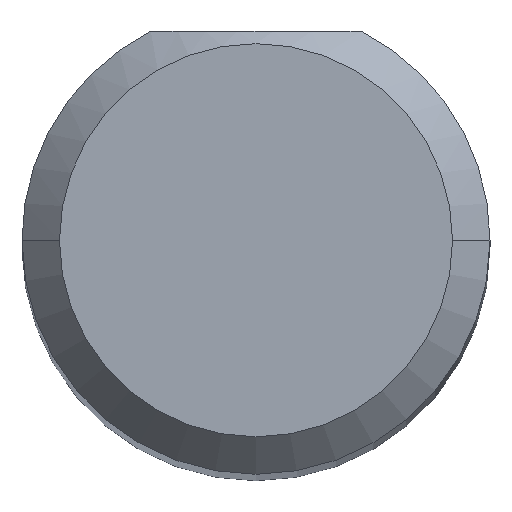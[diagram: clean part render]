
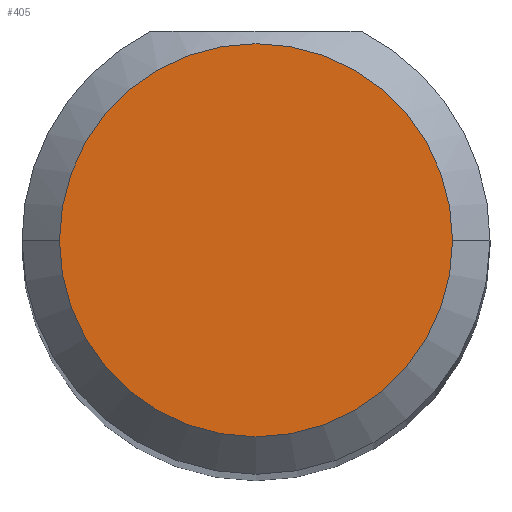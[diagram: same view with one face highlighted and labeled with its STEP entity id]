
A CAD part, top view. The second image highlights one B-rep face of the part: STEP entity #405.
In plain terms, the highlighted planar face has unit normal (0, 0, 1).
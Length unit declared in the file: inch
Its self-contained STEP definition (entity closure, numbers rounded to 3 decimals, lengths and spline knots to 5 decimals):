
#39 = ORIENTED_EDGE ( 'NONE', *, *, #44, .F. ) ;
#44 = EDGE_CURVE ( 'NONE', #186, #499, #380, .T. ) ;
#55 = EDGE_LOOP ( 'NONE', ( #551, #39 ) ) ;
#107 = DIRECTION ( 'NONE',  ( -1., 0., 0. ) ) ;
#112 = CIRCLE ( 'NONE', #278, 0.07875 ) ;
#162 = DIRECTION ( 'NONE',  ( 0., 0., 1. ) ) ;
#186 = VERTEX_POINT ( 'NONE', #345 ) ;
#241 = CARTESIAN_POINT ( 'NONE',  ( 0.375, 0., 2. ) ) ;
#254 = CARTESIAN_POINT ( 'NONE',  ( 0.45375, 0., 2. ) ) ;
#278 = AXIS2_PLACEMENT_3D ( 'NONE', #241, #382, #507 ) ;
#312 = AXIS2_PLACEMENT_3D ( 'NONE', #426, #162, #550 ) ;
#338 = DIRECTION ( 'NONE',  ( 0., 0., -1. ) ) ;
#345 = CARTESIAN_POINT ( 'NONE',  ( 0.29625, 0., 2. ) ) ;
#379 = CARTESIAN_POINT ( 'NONE',  ( 0.375, 0., 2. ) ) ;
#380 = CIRCLE ( 'NONE', #423, 0.07875 ) ;
#382 = DIRECTION ( 'NONE',  ( 0., 0., -1. ) ) ;
#405 = ADVANCED_FACE ( 'NONE', ( #511 ), #509, .T. ) ;
#423 = AXIS2_PLACEMENT_3D ( 'NONE', #379, #338, #107 ) ;
#426 = CARTESIAN_POINT ( 'NONE',  ( 0.375, 0., 2. ) ) ;
#474 = EDGE_CURVE ( 'NONE', #499, #186, #112, .T. ) ;
#499 = VERTEX_POINT ( 'NONE', #254 ) ;
#507 = DIRECTION ( 'NONE',  ( -1., 0., 0. ) ) ;
#509 = PLANE ( 'NONE',  #312 ) ;
#511 = FACE_OUTER_BOUND ( 'NONE', #55, .T. ) ;
#550 = DIRECTION ( 'NONE',  ( -1., 0., 0. ) ) ;
#551 = ORIENTED_EDGE ( 'NONE', *, *, #474, .F. ) ;
